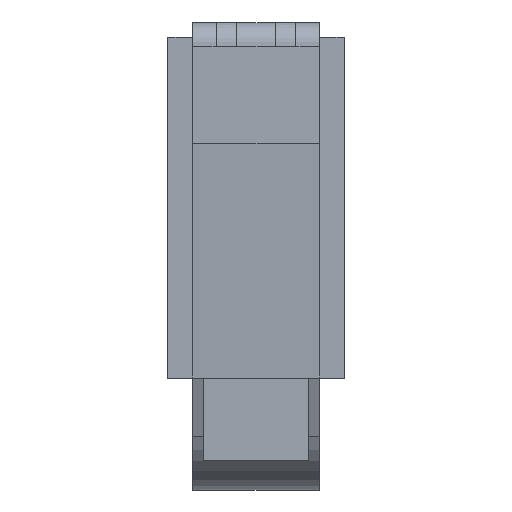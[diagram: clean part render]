
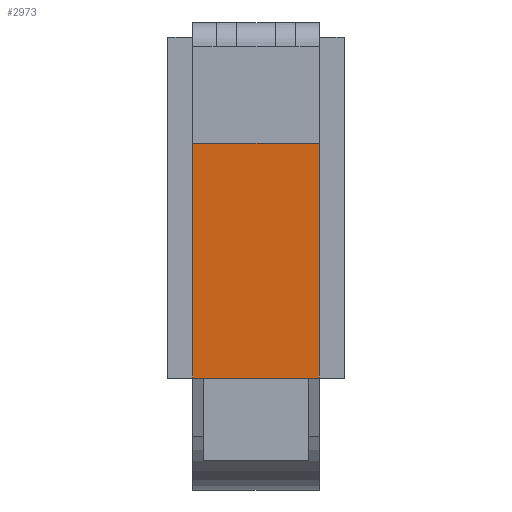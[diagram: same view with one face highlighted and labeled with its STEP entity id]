
A CAD part, left-side view. The second image highlights one B-rep face of the part: STEP entity #2973.
In plain terms, the highlighted planar face has unit normal (-0.998, 0, -0.06).
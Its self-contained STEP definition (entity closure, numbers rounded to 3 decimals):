
#1063=CARTESIAN_POINT('',(-131.7,-6.75,0.7));
#1064=VERTEX_POINT('',#1063);
#1071=CARTESIAN_POINT('',(-131.7,-5.6,0.7));
#1072=VERTEX_POINT('',#1071);
#1073=CARTESIAN_POINT('',(-131.7,-6.75,0.7));
#1074=DIRECTION('',(0.0,1.0,0.0));
#1075=VECTOR('',#1074,1.15);
#1076=LINE('',#1073,#1075);
#1077=EDGE_CURVE('',#1064,#1072,#1076,.T.);
#1095=CARTESIAN_POINT('',(-131.7,5.6,0.7));
#1096=VERTEX_POINT('',#1095);
#1103=CARTESIAN_POINT('',(-131.7,6.75,0.7));
#1104=VERTEX_POINT('',#1103);
#1105=CARTESIAN_POINT('',(-131.7,5.6,0.7));
#1106=DIRECTION('',(0.0,1.0,0.0));
#1107=VECTOR('',#1106,1.15);
#1108=LINE('',#1105,#1107);
#1109=EDGE_CURVE('',#1096,#1104,#1108,.T.);
#2545=CARTESIAN_POINT('',(-131.7,-5.6,0.7));
#2546=DIRECTION('',(0.0,1.0,0.0));
#2547=VECTOR('',#2546,11.2);
#2548=LINE('',#2545,#2547);
#2549=EDGE_CURVE('',#1072,#1096,#2548,.T.);
#2837=CARTESIAN_POINT('',(-133.2,-6.75,25.7));
#2838=VERTEX_POINT('',#2837);
#2845=CARTESIAN_POINT('',(-131.7,-6.75,0.7));
#2846=DIRECTION('',(-0.06,0.0,0.998));
#2847=VECTOR('',#2846,25.045);
#2848=LINE('',#2845,#2847);
#2849=EDGE_CURVE('',#1064,#2838,#2848,.T.);
#2932=CARTESIAN_POINT('',(-133.2,6.75,25.7));
#2933=VERTEX_POINT('',#2932);
#2940=CARTESIAN_POINT('',(-133.2,-6.75,25.7));
#2941=DIRECTION('',(0.0,1.0,0.0));
#2942=VECTOR('',#2941,13.5);
#2943=LINE('',#2940,#2942);
#2944=EDGE_CURVE('',#2838,#2933,#2943,.T.);
#2955=CARTESIAN_POINT('',(-133.2,0.0,25.7));
#2956=DIRECTION('',(-0.998,0.0,-0.06));
#2957=DIRECTION('',(-0.06,0.0,0.998));
#2958=AXIS2_PLACEMENT_3D('',#2955,#2956,#2957);
#2959=PLANE('',#2958);
#2960=CARTESIAN_POINT('',(-133.2,6.75,25.7));
#2961=DIRECTION('',(0.06,0.0,-0.998));
#2962=VECTOR('',#2961,25.045);
#2963=LINE('',#2960,#2962);
#2964=EDGE_CURVE('',#2933,#1104,#2963,.T.);
#2965=ORIENTED_EDGE('',*,*,#2964,.T.);
#2966=ORIENTED_EDGE('',*,*,#1109,.F.);
#2967=ORIENTED_EDGE('',*,*,#2549,.F.);
#2968=ORIENTED_EDGE('',*,*,#1077,.F.);
#2969=ORIENTED_EDGE('',*,*,#2849,.T.);
#2970=ORIENTED_EDGE('',*,*,#2944,.T.);
#2971=EDGE_LOOP('',(#2965,#2966,#2967,#2968,#2969,#2970));
#2972=FACE_OUTER_BOUND('',#2971,.T.);
#2973=ADVANCED_FACE('',(#2972),#2959,.T.);
